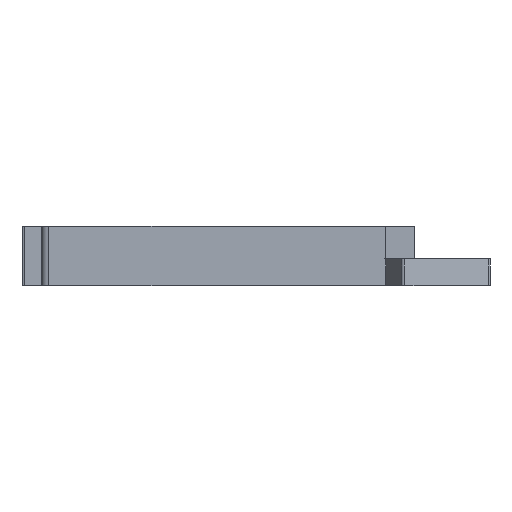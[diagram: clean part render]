
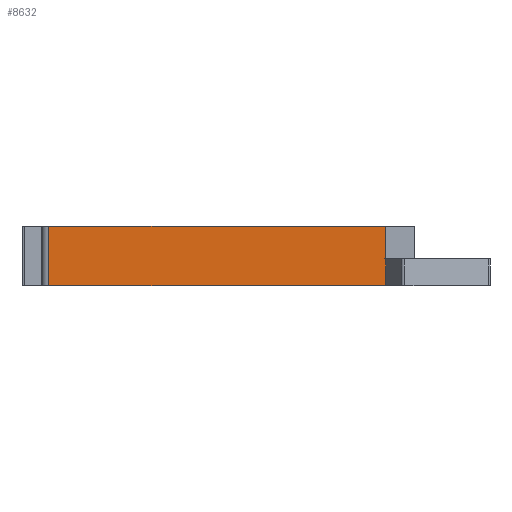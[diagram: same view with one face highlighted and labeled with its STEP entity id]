
A CAD part, left-side view. The second image highlights one B-rep face of the part: STEP entity #8632.
In plain terms, the highlighted planar face has unit normal (-1, 0, 0).
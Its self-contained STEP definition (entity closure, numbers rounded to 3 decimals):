
#629=FACE_OUTER_BOUND('',#1113,.T.);
#1113=EDGE_LOOP('',(#6985,#6986,#6987,#6988,#6989,#6990));
#1574=LINE('',#11848,#2639);
#1787=LINE('',#13005,#2852);
#1841=LINE('',#13141,#2906);
#1848=LINE('',#13158,#2913);
#2034=LINE('',#13687,#3099);
#2035=LINE('',#13688,#3100);
#2639=VECTOR('',#9703,10.);
#2852=VECTOR('',#10080,10.);
#2906=VECTOR('',#10182,10.);
#2913=VECTOR('',#10199,10.);
#3099=VECTOR('',#10631,10.);
#3100=VECTOR('',#10632,10.);
#3628=VERTEX_POINT('',#11845);
#3629=VERTEX_POINT('',#11847);
#3852=VERTEX_POINT('',#13002);
#3853=VERTEX_POINT('',#13004);
#3907=VERTEX_POINT('',#13140);
#3912=VERTEX_POINT('',#13156);
#4525=EDGE_CURVE('',#3629,#3628,#1574,.T.);
#4839=EDGE_CURVE('',#3852,#3853,#1787,.T.);
#4905=EDGE_CURVE('',#3907,#3629,#1841,.T.);
#4914=EDGE_CURVE('',#3912,#3852,#1848,.T.);
#5146=EDGE_CURVE('',#3907,#3912,#2034,.T.);
#5147=EDGE_CURVE('',#3628,#3853,#2035,.T.);
#6985=ORIENTED_EDGE('',*,*,#4914,.F.);
#6986=ORIENTED_EDGE('',*,*,#5146,.F.);
#6987=ORIENTED_EDGE('',*,*,#4905,.T.);
#6988=ORIENTED_EDGE('',*,*,#4525,.T.);
#6989=ORIENTED_EDGE('',*,*,#5147,.T.);
#6990=ORIENTED_EDGE('',*,*,#4839,.F.);
#8192=PLANE('',#9121);
#8632=ADVANCED_FACE('',(#629),#8192,.T.);
#9121=AXIS2_PLACEMENT_3D('',#13686,#10629,#10630);
#9703=DIRECTION('',(0.,1.,0.));
#10080=DIRECTION('',(0.,-1.,0.));
#10182=DIRECTION('',(0.,0.,1.));
#10199=DIRECTION('',(0.,0.,1.));
#10629=DIRECTION('center_axis',(-1.,0.,0.));
#10630=DIRECTION('ref_axis',(0.,-1.,0.));
#10631=DIRECTION('',(0.,1.,0.));
#10632=DIRECTION('',(0.,0.,1.));
#11845=CARTESIAN_POINT('',(162.585,-120.425,3.65));
#11847=CARTESIAN_POINT('',(162.585,-120.425,3.65));
#11848=CARTESIAN_POINT('',(162.585,-70.975,3.65));
#13002=CARTESIAN_POINT('',(162.585,-49.155,10.5));
#13004=CARTESIAN_POINT('',(162.585,-120.425,10.5));
#13005=CARTESIAN_POINT('',(162.585,-47.655,10.5));
#13140=CARTESIAN_POINT('',(162.585,-120.425,-2.));
#13141=CARTESIAN_POINT('',(162.585,-120.425,0.));
#13156=CARTESIAN_POINT('',(162.585,-49.155,-2.));
#13158=CARTESIAN_POINT('',(162.585,-49.155,0.));
#13686=CARTESIAN_POINT('Origin',(162.585,-47.655,0.));
#13687=CARTESIAN_POINT('',(162.585,-47.655,-2.));
#13688=CARTESIAN_POINT('',(162.585,-120.425,0.));
